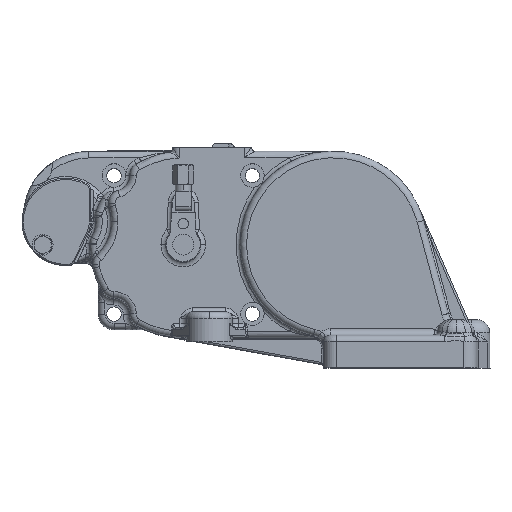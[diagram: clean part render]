
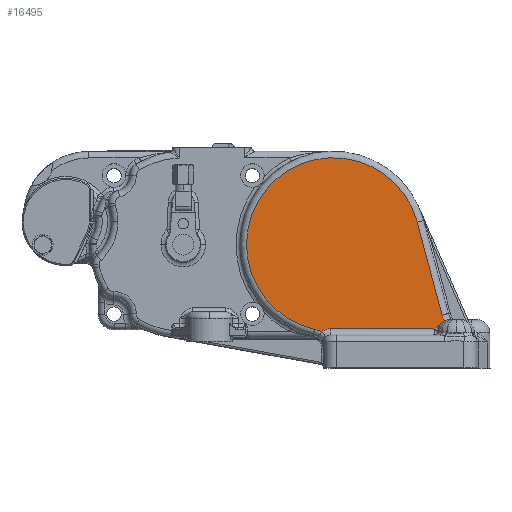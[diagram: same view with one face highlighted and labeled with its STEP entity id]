
A CAD part, top view. The second image highlights one B-rep face of the part: STEP entity #16495.
In plain terms, the highlighted planar face has unit normal (0, 0, 1).
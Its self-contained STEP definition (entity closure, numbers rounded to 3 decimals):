
#104 = EDGE_CURVE ( 'NONE', #1038, #857, #34057, .T. ) ;
#108 = EDGE_CURVE ( 'NONE', #858, #888, #33922, .T. ) ;
#109 = EDGE_CURVE ( 'NONE', #888, #875, #33941, .T. ) ;
#110 = EDGE_CURVE ( 'NONE', #854, #1038, #10662, .T. ) ;
#111 = EDGE_CURVE ( 'NONE', #859, #854, #34069, .T. ) ;
#112 = EDGE_CURVE ( 'NONE', #857, #858, #33968, .T. ) ;
#113 = EDGE_CURVE ( 'NONE', #875, #859, #33980, .T. ) ;
#854 = VERTEX_POINT ( 'NONE', #64533 ) ;
#857 = VERTEX_POINT ( 'NONE', #64535 ) ;
#858 = VERTEX_POINT ( 'NONE', #64520 ) ;
#859 = VERTEX_POINT ( 'NONE', #64521 ) ;
#875 = VERTEX_POINT ( 'NONE', #64422 ) ;
#888 = VERTEX_POINT ( 'NONE', #64548 ) ;
#1038 = VERTEX_POINT ( 'NONE', #63456 ) ;
#10662 = B_SPLINE_CURVE_WITH_KNOTS ( 'NONE', 3,
 ( #63293, #63009, #63011, #63013, #63015, #63017, #63019, #63156, #63159, #63020, #63022, #63024, #63026, #63028, #63030, #63032, #63034, #63036, #63038, #63044, #63046, #63048, #63050, #63052, #63054, #63056 ),
 .UNSPECIFIED., .F., .F.,
 ( 4, 2, 2, 2, 2, 2, 2, 2, 2, 2, 2, 2, 4 ),
 ( 0., 0., 0.001, 0.001, 0.001, 0.002, 0.002, 0.003, 0.004, 0.006, 0.009, 0.01, 0.011 ),
 .UNSPECIFIED. ) ;
#16495 = ADVANCED_FACE ( 'NONE', ( #107449 ), #72415, .T. ) ;
#33922 = CIRCLE ( 'NONE', #44013, 66.5 ) ;
#33923 = VECTOR ( 'NONE', #63061, 1000. ) ;
#33941 = CIRCLE ( 'NONE', #44014, 15. ) ;
#33968 = LINE ( 'NONE', #63063, #33971 ) ;
#33971 = VECTOR ( 'NONE', #63065, 1000. ) ;
#33980 = CIRCLE ( 'NONE', #44011, 10. ) ;
#34057 = CIRCLE ( 'NONE', #44012, 25. ) ;
#34069 = LINE ( 'NONE', #63059, #33923 ) ;
#44011 = AXIS2_PLACEMENT_3D ( 'NONE', #63005, #63069, #63071 ) ;
#44012 = AXIS2_PLACEMENT_3D ( 'NONE', #63224, #63270, #63271 ) ;
#44013 = AXIS2_PLACEMENT_3D ( 'NONE', #63268, #63291, #63292 ) ;
#44014 = AXIS2_PLACEMENT_3D ( 'NONE', #63275, #63168, #63170 ) ;
#51424 = ORIENTED_EDGE ( 'NONE', *, *, #110, .T. ) ;
#51475 = ORIENTED_EDGE ( 'NONE', *, *, #111, .T. ) ;
#51881 = ORIENTED_EDGE ( 'NONE', *, *, #109, .T. ) ;
#52189 = ORIENTED_EDGE ( 'NONE', *, *, #113, .T. ) ;
#53035 = ORIENTED_EDGE ( 'NONE', *, *, #104, .T. ) ;
#53232 = ORIENTED_EDGE ( 'NONE', *, *, #112, .T. ) ;
#53537 = ORIENTED_EDGE ( 'NONE', *, *, #108, .T. ) ;
#59744 = EDGE_LOOP ( 'NONE', ( #51475, #51424, #53035, #53232, #53537, #51881, #52189 ) ) ;
#63005 = CARTESIAN_POINT ( 'NONE',  ( -2.5, -74.5, 85.5 ) ) ;
#63009 = CARTESIAN_POINT ( 'NONE',  ( 76.352, -64.584, 85.5 ) ) ;
#63011 = CARTESIAN_POINT ( 'NONE',  ( 76.44, -64.665, 85.5 ) ) ;
#63013 = CARTESIAN_POINT ( 'NONE',  ( 76.626, -64.815, 85.5 ) ) ;
#63015 = CARTESIAN_POINT ( 'NONE',  ( 76.724, -64.884, 85.5 ) ) ;
#63017 = CARTESIAN_POINT ( 'NONE',  ( 76.934, -64.995, 85.5 ) ) ;
#63019 = CARTESIAN_POINT ( 'NONE',  ( 77.049, -65.037, 85.5 ) ) ;
#63020 = CARTESIAN_POINT ( 'NONE',  ( 77.636, -64.974, 85.5 ) ) ;
#63022 = CARTESIAN_POINT ( 'NONE',  ( 77.742, -64.916, 85.5 ) ) ;
#63024 = CARTESIAN_POINT ( 'NONE',  ( 77.939, -64.781, 85.5 ) ) ;
#63026 = CARTESIAN_POINT ( 'NONE',  ( 78.032, -64.704, 85.5 ) ) ;
#63028 = CARTESIAN_POINT ( 'NONE',  ( 78.296, -64.464, 85.5 ) ) ;
#63030 = CARTESIAN_POINT ( 'NONE',  ( 78.458, -64.29, 85.5 ) ) ;
#63032 = CARTESIAN_POINT ( 'NONE',  ( 78.929, -63.757, 85.5 ) ) ;
#63034 = CARTESIAN_POINT ( 'NONE',  ( 79.228, -63.386, 85.5 ) ) ;
#63036 = CARTESIAN_POINT ( 'NONE',  ( 79.838, -62.658, 85.5 ) ) ;
#63038 = CARTESIAN_POINT ( 'NONE',  ( 80.147, -62.298, 85.5 ) ) ;
#63044 = CARTESIAN_POINT ( 'NONE',  ( 81.108, -61.255, 85.5 ) ) ;
#63046 = CARTESIAN_POINT ( 'NONE',  ( 81.793, -60.605, 85.5 ) ) ;
#63048 = CARTESIAN_POINT ( 'NONE',  ( 82.922, -59.738, 85.5 ) ) ;
#63050 = CARTESIAN_POINT ( 'NONE',  ( 83.317, -59.465, 85.5 ) ) ;
#63052 = CARTESIAN_POINT ( 'NONE',  ( 84.135, -58.966, 85.5 ) ) ;
#63054 = CARTESIAN_POINT ( 'NONE',  ( 84.557, -58.74, 85.5 ) ) ;
#63056 = CARTESIAN_POINT ( 'NONE',  ( 84.993, -58.54, 85.5 ) ) ;
#63059 = CARTESIAN_POINT ( 'NONE',  ( 81.351, -64.5, 85.5 ) ) ;
#63061 = DIRECTION ( 'NONE',  ( 1., 0., 0. ) ) ;
#63063 = CARTESIAN_POINT ( 'NONE',  ( 64.234, 17.211, 85.5 ) ) ;
#63065 = DIRECTION ( 'NONE',  ( -0.259, 0.966, 0. ) ) ;
#63069 = DIRECTION ( 'NONE',  ( 0., 0., -1. ) ) ;
#63071 = DIRECTION ( 'NONE',  ( 1., 0., 0. ) ) ;
#63156 = CARTESIAN_POINT ( 'NONE',  ( 77.286, -65.065, 85.5 ) ) ;
#63159 = CARTESIAN_POINT ( 'NONE',  ( 77.408, -65.05, 85.5 ) ) ;
#63168 = DIRECTION ( 'NONE',  ( 0., 0., -1. ) ) ;
#63170 = DIRECTION ( 'NONE',  ( 1., 0., 0. ) ) ;
#63224 = CARTESIAN_POINT ( 'NONE',  ( 107.495, -47.647, 85.5 ) ) ;
#63268 = CARTESIAN_POINT ( 'NONE',  ( 0., 0., 85.5 ) ) ;
#63270 = DIRECTION ( 'NONE',  ( 0., 0., -1. ) ) ;
#63271 = DIRECTION ( 'NONE',  ( 1., 0., 0. ) ) ;
#63275 = CARTESIAN_POINT ( 'NONE',  ( -17.5, -79.599, 85.5 ) ) ;
#63291 = DIRECTION ( 'NONE',  ( 0., 0., 1. ) ) ;
#63292 = DIRECTION ( 'NONE',  ( 1., 0., 0. ) ) ;
#63293 = CARTESIAN_POINT ( 'NONE',  ( 76.267, -64.5, 85.5 ) ) ;
#63456 = CARTESIAN_POINT ( 'NONE',  ( 84.993, -58.54, 85.5 ) ) ;
#64422 = CARTESIAN_POINT ( 'NONE',  ( -9.218, -67.093, 85.5 ) ) ;
#64520 = CARTESIAN_POINT ( 'NONE',  ( 64.234, 17.211, 85.5 ) ) ;
#64521 = CARTESIAN_POINT ( 'NONE',  ( -2.5, -64.5, 85.5 ) ) ;
#64533 = CARTESIAN_POINT ( 'NONE',  ( 76.267, -64.5, 85.5 ) ) ;
#64535 = CARTESIAN_POINT ( 'NONE',  ( 83.347, -54.118, 85.5 ) ) ;
#64548 = CARTESIAN_POINT ( 'NONE',  ( -14.279, -64.949, 85.5 ) ) ;
#72412 = CARTESIAN_POINT ( 'NONE',  ( 0., 0., 85.5 ) ) ;
#72415 = PLANE ( 'NONE',  #108480 ) ;
#72433 = DIRECTION ( 'NONE',  ( 0., 0., 1. ) ) ;
#72435 = DIRECTION ( 'NONE',  ( 1., 0., 0. ) ) ;
#107449 = FACE_OUTER_BOUND ( 'NONE', #59744, .T. ) ;
#108480 = AXIS2_PLACEMENT_3D ( 'NONE', #72412, #72433, #72435 ) ;
